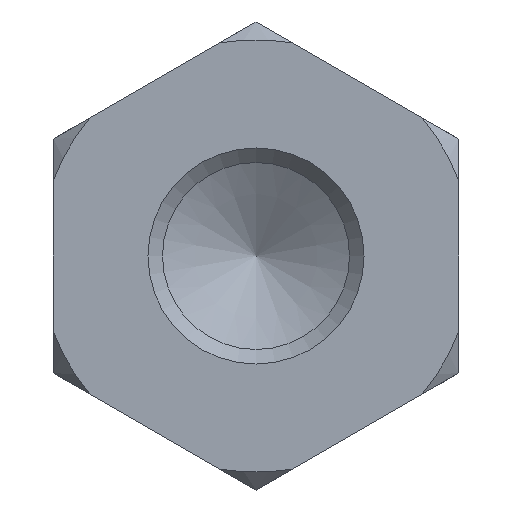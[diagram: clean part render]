
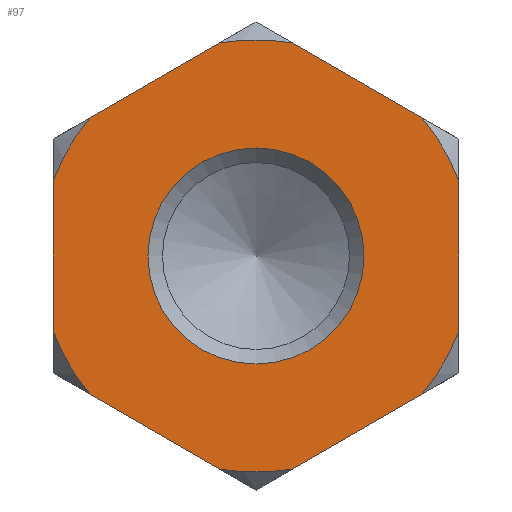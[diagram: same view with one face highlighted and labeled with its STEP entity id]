
A CAD part, front view. The second image highlights one B-rep face of the part: STEP entity #97.
In plain terms, the highlighted planar face has unit normal (0, -1, 0).
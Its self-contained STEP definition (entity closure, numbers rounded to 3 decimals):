
#97 = ADVANCED_FACE( '', ( #201, #202 ), #203, .F. );
#201 = FACE_BOUND( '', #307, .T. );
#202 = FACE_OUTER_BOUND( '', #308, .T. );
#203 = PLANE( '', #309 );
#307 = EDGE_LOOP( '', ( #516 ) );
#308 = EDGE_LOOP( '', ( #517, #518, #519, #520, #521, #522, #523, #524, #525, #526, #527, #528 ) );
#309 = AXIS2_PLACEMENT_3D( '', #529, #530, #531 );
#516 = ORIENTED_EDGE( '', *, *, #685, .F. );
#517 = ORIENTED_EDGE( '', *, *, #694, .T. );
#518 = ORIENTED_EDGE( '', *, *, #624, .T. );
#519 = ORIENTED_EDGE( '', *, *, #636, .T. );
#520 = ORIENTED_EDGE( '', *, *, #658, .T. );
#521 = ORIENTED_EDGE( '', *, *, #607, .T. );
#522 = ORIENTED_EDGE( '', *, *, #695, .T. );
#523 = ORIENTED_EDGE( '', *, *, #651, .T. );
#524 = ORIENTED_EDGE( '', *, *, #673, .T. );
#525 = ORIENTED_EDGE( '', *, *, #696, .T. );
#526 = ORIENTED_EDGE( '', *, *, #681, .T. );
#527 = ORIENTED_EDGE( '', *, *, #697, .T. );
#528 = ORIENTED_EDGE( '', *, *, #690, .T. );
#529 = CARTESIAN_POINT( '', ( 16., 0., 0. ) );
#530 = DIRECTION( '', ( 0., 1., 0. ) );
#531 = DIRECTION( '', ( 0., 0., 1. ) );
#607 = EDGE_CURVE( '', #710, #711, #712, .T. );
#624 = EDGE_CURVE( '', #741, #739, #742, .T. );
#636 = EDGE_CURVE( '', #739, #761, #762, .T. );
#651 = EDGE_CURVE( '', #780, #783, #785, .T. );
#658 = EDGE_CURVE( '', #761, #710, #794, .T. );
#673 = EDGE_CURVE( '', #783, #814, #816, .T. );
#681 = EDGE_CURVE( '', #826, #824, #827, .T. );
#685 = EDGE_CURVE( '', #831, #831, #832, .T. );
#690 = EDGE_CURVE( '', #838, #836, #839, .T. );
#694 = EDGE_CURVE( '', #836, #741, #843, .T. );
#695 = EDGE_CURVE( '', #711, #780, #844, .T. );
#696 = EDGE_CURVE( '', #814, #826, #845, .T. );
#697 = EDGE_CURVE( '', #824, #838, #846, .T. );
#710 = VERTEX_POINT( '', #859 );
#711 = VERTEX_POINT( '', #860 );
#712 = CIRCLE( '', #861, 16. );
#739 = VERTEX_POINT( '', #910 );
#741 = VERTEX_POINT( '', #915 );
#742 = LINE( '', #916, #917 );
#761 = VERTEX_POINT( '', #957 );
#762 = CIRCLE( '', #958, 16. );
#780 = VERTEX_POINT( '', #1000 );
#783 = VERTEX_POINT( '', #1008 );
#785 = CIRCLE( '', #1015, 16. );
#794 = LINE( '', #1043, #1044 );
#814 = VERTEX_POINT( '', #1077 );
#816 = LINE( '', #1082, #1083 );
#824 = VERTEX_POINT( '', #1102 );
#826 = VERTEX_POINT( '', #1109 );
#827 = LINE( '', #1110, #1111 );
#831 = VERTEX_POINT( '', #1127 );
#832 = CIRCLE( '', #1128, 8. );
#836 = VERTEX_POINT( '', #1141 );
#838 = VERTEX_POINT( '', #1148 );
#839 = LINE( '', #1149, #1150 );
#843 = CIRCLE( '', #1166, 16. );
#844 = LINE( '', #1167, #1168 );
#845 = CIRCLE( '', #1169, 16. );
#846 = CIRCLE( '', #1170, 16. );
#859 = CARTESIAN_POINT( '', ( 2.678, 0., 15.774 ) );
#860 = CARTESIAN_POINT( '', ( -2.678, 0., 15.774 ) );
#861 = AXIS2_PLACEMENT_3D( '', #1191, #1192, #1193 );
#910 = CARTESIAN_POINT( '', ( 15., 0., 5.568 ) );
#915 = CARTESIAN_POINT( '', ( 15., 0., -5.568 ) );
#916 = CARTESIAN_POINT( '', ( 15., 0., 0. ) );
#917 = VECTOR( '', #1211, 1000. );
#957 = CARTESIAN_POINT( '', ( 12.322, 0., 10.206 ) );
#958 = AXIS2_PLACEMENT_3D( '', #1223, #1224, #1225 );
#1000 = CARTESIAN_POINT( '', ( -12.322, 0., 10.206 ) );
#1008 = CARTESIAN_POINT( '', ( -15., 0., 5.568 ) );
#1015 = AXIS2_PLACEMENT_3D( '', #1239, #1240, #1241 );
#1043 = CARTESIAN_POINT( '', ( 19.5, 0., 6.062 ) );
#1044 = VECTOR( '', #1246, 1000. );
#1077 = CARTESIAN_POINT( '', ( -15., 0., -5.568 ) );
#1082 = CARTESIAN_POINT( '', ( -15., 0., 0. ) );
#1083 = VECTOR( '', #1263, 1000. );
#1102 = CARTESIAN_POINT( '', ( -2.678, 0., -15.774 ) );
#1109 = CARTESIAN_POINT( '', ( -12.322, 0., -10.206 ) );
#1110 = CARTESIAN_POINT( '', ( 4.5, 0., -19.919 ) );
#1111 = VECTOR( '', #1266, 1000. );
#1127 = CARTESIAN_POINT( '', ( 0., 0., -8. ) );
#1128 = AXIS2_PLACEMENT_3D( '', #1267, #1268, #1269 );
#1141 = CARTESIAN_POINT( '', ( 12.322, 0., -10.206 ) );
#1148 = CARTESIAN_POINT( '', ( 2.678, 0., -15.774 ) );
#1149 = CARTESIAN_POINT( '', ( 19.5, 0., -6.062 ) );
#1150 = VECTOR( '', #1270, 1000. );
#1166 = AXIS2_PLACEMENT_3D( '', #1271, #1272, #1273 );
#1167 = CARTESIAN_POINT( '', ( 4.5, 0., 19.919 ) );
#1168 = VECTOR( '', #1274, 1000. );
#1169 = AXIS2_PLACEMENT_3D( '', #1275, #1276, #1277 );
#1170 = AXIS2_PLACEMENT_3D( '', #1278, #1279, #1280 );
#1191 = CARTESIAN_POINT( '', ( 0., 0., 0. ) );
#1192 = DIRECTION( '', ( 0., -1., 0. ) );
#1193 = DIRECTION( '', ( 0., 0., -1. ) );
#1211 = DIRECTION( '', ( 0., 0., 1. ) );
#1223 = CARTESIAN_POINT( '', ( 0., 0., 0. ) );
#1224 = DIRECTION( '', ( 0., -1., 0. ) );
#1225 = DIRECTION( '', ( 0., 0., -1. ) );
#1239 = CARTESIAN_POINT( '', ( 0., 0., 0. ) );
#1240 = DIRECTION( '', ( 0., -1., 0. ) );
#1241 = DIRECTION( '', ( 0., 0., -1. ) );
#1246 = DIRECTION( '', ( -0.866, 0., 0.5 ) );
#1263 = DIRECTION( '', ( 0., 0., -1. ) );
#1266 = DIRECTION( '', ( 0.866, 0., -0.5 ) );
#1267 = CARTESIAN_POINT( '', ( 0., 0., 0. ) );
#1268 = DIRECTION( '', ( 0., -1., 0. ) );
#1269 = DIRECTION( '', ( 0., 0., -1. ) );
#1270 = DIRECTION( '', ( 0.866, 0., 0.5 ) );
#1271 = CARTESIAN_POINT( '', ( 0., 0., 0. ) );
#1272 = DIRECTION( '', ( 0., -1., 0. ) );
#1273 = DIRECTION( '', ( 0., 0., -1. ) );
#1274 = DIRECTION( '', ( -0.866, 0., -0.5 ) );
#1275 = CARTESIAN_POINT( '', ( 0., 0., 0. ) );
#1276 = DIRECTION( '', ( 0., -1., 0. ) );
#1277 = DIRECTION( '', ( 0., 0., -1. ) );
#1278 = CARTESIAN_POINT( '', ( 0., 0., 0. ) );
#1279 = DIRECTION( '', ( 0., -1., 0. ) );
#1280 = DIRECTION( '', ( 0., 0., -1. ) );
